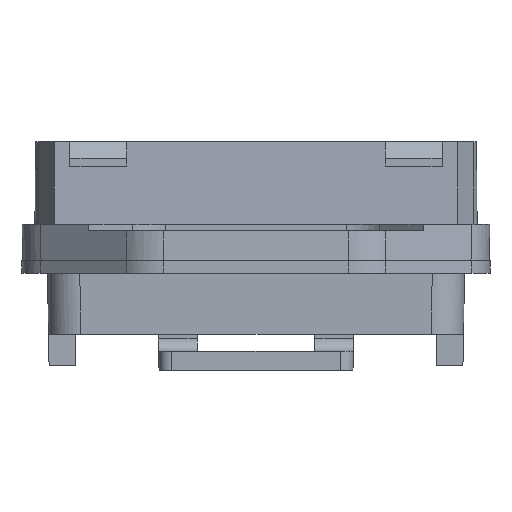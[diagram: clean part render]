
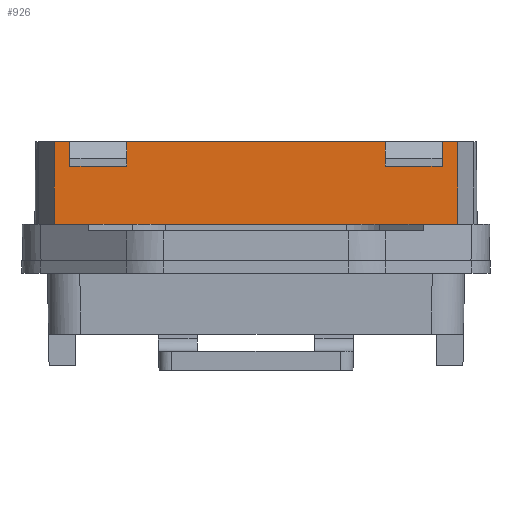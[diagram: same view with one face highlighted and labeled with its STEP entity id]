
A CAD part, front view. The second image highlights one B-rep face of the part: STEP entity #926.
In plain terms, the highlighted planar face has unit normal (0, -1, 0.005).
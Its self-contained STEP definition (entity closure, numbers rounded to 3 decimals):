
#860=AXIS2_PLACEMENT_3D('Plane Axis2P3D',#857,#858,#859) ;
#262=CARTESIAN_POINT('Vertex',(2.52,10.934,17.7)) ;
#265=CARTESIAN_POINT('Line Origine',(3.11,10.934,17.7)) ;
#269=CARTESIAN_POINT('Vertex',(3.7,10.934,17.7)) ;
#290=CARTESIAN_POINT('Vertex',(8.1,10.934,17.7)) ;
#293=CARTESIAN_POINT('Line Origine',(18.1,10.934,17.7)) ;
#297=CARTESIAN_POINT('Vertex',(28.1,10.934,17.7)) ;
#318=CARTESIAN_POINT('Vertex',(32.5,10.934,17.7)) ;
#321=CARTESIAN_POINT('Line Origine',(33.09,10.934,17.7)) ;
#325=CARTESIAN_POINT('Vertex',(33.68,10.934,17.7)) ;
#838=CARTESIAN_POINT('Line Origine',(2.511,10.917,14.5)) ;
#842=CARTESIAN_POINT('Vertex',(2.501,10.9,11.3)) ;
#857=CARTESIAN_POINT('Axis2P3D Location',(18.1,10.9,11.3)) ;
#862=CARTESIAN_POINT('Line Origine',(32.5,10.929,16.75)) ;
#866=CARTESIAN_POINT('Vertex',(32.5,10.924,15.8)) ;
#869=CARTESIAN_POINT('Line Origine',(30.3,10.924,15.8)) ;
#873=CARTESIAN_POINT('Vertex',(28.1,10.924,15.8)) ;
#876=CARTESIAN_POINT('Line Origine',(28.1,10.929,16.75)) ;
#881=CARTESIAN_POINT('Line Origine',(8.1,10.929,16.75)) ;
#885=CARTESIAN_POINT('Vertex',(8.1,10.924,15.8)) ;
#888=CARTESIAN_POINT('Line Origine',(5.9,10.924,15.8)) ;
#892=CARTESIAN_POINT('Vertex',(3.7,10.924,15.8)) ;
#895=CARTESIAN_POINT('Line Origine',(3.7,10.929,16.75)) ;
#900=CARTESIAN_POINT('Line Origine',(18.1,10.9,11.3)) ;
#904=CARTESIAN_POINT('Vertex',(33.699,10.9,11.3)) ;
#907=CARTESIAN_POINT('Line Origine',(33.689,10.917,14.5)) ;
#266=DIRECTION('Vector Direction',(1.,0.,0.)) ;
#294=DIRECTION('Vector Direction',(1.,0.,0.)) ;
#322=DIRECTION('Vector Direction',(1.,0.,0.)) ;
#839=DIRECTION('Vector Direction',(0.003,0.005,1.)) ;
#858=DIRECTION('Axis2P3D Direction',(0.,-1.,0.005)) ;
#859=DIRECTION('Axis2P3D XDirection',(-1.,0.,0.)) ;
#863=DIRECTION('Vector Direction',(0.,-0.005,-1.)) ;
#870=DIRECTION('Vector Direction',(-1.,0.,0.)) ;
#877=DIRECTION('Vector Direction',(0.,-0.005,-1.)) ;
#882=DIRECTION('Vector Direction',(0.,-0.005,-1.)) ;
#889=DIRECTION('Vector Direction',(-1.,0.,0.)) ;
#896=DIRECTION('Vector Direction',(0.,-0.005,-1.)) ;
#901=DIRECTION('Vector Direction',(-1.,0.,0.)) ;
#908=DIRECTION('Vector Direction',(-0.003,0.005,1.)) ;
#267=VECTOR('Line Direction',#266,1.) ;
#295=VECTOR('Line Direction',#294,1.) ;
#323=VECTOR('Line Direction',#322,1.) ;
#840=VECTOR('Line Direction',#839,1.) ;
#864=VECTOR('Line Direction',#863,1.) ;
#871=VECTOR('Line Direction',#870,1.) ;
#878=VECTOR('Line Direction',#877,1.) ;
#883=VECTOR('Line Direction',#882,1.) ;
#890=VECTOR('Line Direction',#889,1.) ;
#897=VECTOR('Line Direction',#896,1.) ;
#902=VECTOR('Line Direction',#901,1.) ;
#909=VECTOR('Line Direction',#908,1.) ;
#913=ORIENTED_EDGE('',*,*,#327,.F.) ;
#914=ORIENTED_EDGE('',*,*,#868,.F.) ;
#915=ORIENTED_EDGE('',*,*,#875,.F.) ;
#916=ORIENTED_EDGE('',*,*,#880,.F.) ;
#917=ORIENTED_EDGE('',*,*,#299,.F.) ;
#918=ORIENTED_EDGE('',*,*,#887,.F.) ;
#919=ORIENTED_EDGE('',*,*,#894,.F.) ;
#920=ORIENTED_EDGE('',*,*,#899,.F.) ;
#921=ORIENTED_EDGE('',*,*,#271,.F.) ;
#922=ORIENTED_EDGE('',*,*,#844,.F.) ;
#923=ORIENTED_EDGE('',*,*,#906,.F.) ;
#924=ORIENTED_EDGE('',*,*,#911,.T.) ;
#926=ADVANCED_FACE('V1',(#925),#861,.T.) ;
#271=EDGE_CURVE('',#263,#270,#268,.T.) ;
#299=EDGE_CURVE('',#291,#298,#296,.T.) ;
#327=EDGE_CURVE('',#319,#326,#324,.T.) ;
#844=EDGE_CURVE('',#843,#263,#841,.T.) ;
#868=EDGE_CURVE('',#867,#319,#865,.F.) ;
#875=EDGE_CURVE('',#874,#867,#872,.F.) ;
#880=EDGE_CURVE('',#298,#874,#879,.T.) ;
#887=EDGE_CURVE('',#886,#291,#884,.F.) ;
#894=EDGE_CURVE('',#893,#886,#891,.F.) ;
#899=EDGE_CURVE('',#270,#893,#898,.T.) ;
#906=EDGE_CURVE('',#905,#843,#903,.T.) ;
#911=EDGE_CURVE('',#905,#326,#910,.T.) ;
#912=EDGE_LOOP('',(#913,#914,#915,#916,#917,#918,#919,#920,#921,#922,#923,#924)) ;
#925=FACE_OUTER_BOUND('',#912,.T.) ;
#268=LINE('Line',#265,#267) ;
#296=LINE('Line',#293,#295) ;
#324=LINE('Line',#321,#323) ;
#841=LINE('Line',#838,#840) ;
#865=LINE('Line',#862,#864) ;
#872=LINE('Line',#869,#871) ;
#879=LINE('Line',#876,#878) ;
#884=LINE('Line',#881,#883) ;
#891=LINE('Line',#888,#890) ;
#898=LINE('Line',#895,#897) ;
#903=LINE('Line',#900,#902) ;
#910=LINE('Line',#907,#909) ;
#861=PLANE('',#860) ;
#263=VERTEX_POINT('',#262) ;
#270=VERTEX_POINT('',#269) ;
#291=VERTEX_POINT('',#290) ;
#298=VERTEX_POINT('',#297) ;
#319=VERTEX_POINT('',#318) ;
#326=VERTEX_POINT('',#325) ;
#843=VERTEX_POINT('',#842) ;
#867=VERTEX_POINT('',#866) ;
#874=VERTEX_POINT('',#873) ;
#886=VERTEX_POINT('',#885) ;
#893=VERTEX_POINT('',#892) ;
#905=VERTEX_POINT('',#904) ;
